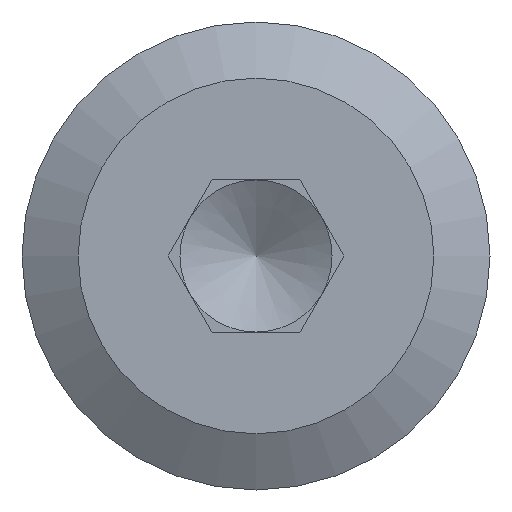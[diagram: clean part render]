
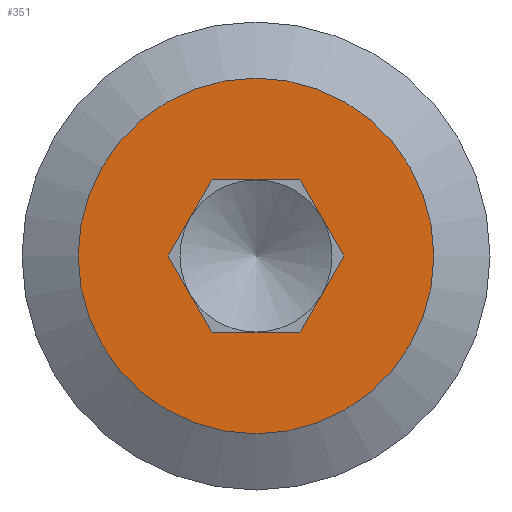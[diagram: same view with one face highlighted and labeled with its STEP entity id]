
A CAD part, left-side view. The second image highlights one B-rep face of the part: STEP entity #351.
In plain terms, the highlighted planar face has unit normal (-1, 0, 0).
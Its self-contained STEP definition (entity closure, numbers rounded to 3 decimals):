
#24=FACE_BOUND('',#112,.T.);
#26=LINE('',#553,#57);
#27=LINE('',#555,#58);
#28=LINE('',#557,#59);
#29=LINE('',#559,#60);
#30=LINE('',#561,#61);
#31=LINE('',#562,#62);
#57=VECTOR('',#436,0.751);
#58=VECTOR('',#437,0.751);
#59=VECTOR('',#438,0.751);
#60=VECTOR('',#439,0.751);
#61=VECTOR('',#440,0.751);
#62=VECTOR('',#441,0.751);
#88=FACE_OUTER_BOUND('',#111,.T.);
#111=EDGE_LOOP('',(#236));
#112=EDGE_LOOP('',(#237,#238,#239,#240,#241,#242));
#136=CIRCLE('',#389,1.52);
#155=VERTEX_POINT('',#549);
#156=VERTEX_POINT('',#551);
#157=VERTEX_POINT('',#552);
#158=VERTEX_POINT('',#554);
#159=VERTEX_POINT('',#556);
#160=VERTEX_POINT('',#558);
#161=VERTEX_POINT('',#560);
#186=EDGE_CURVE('',#155,#155,#136,.T.);
#187=EDGE_CURVE('',#156,#157,#26,.T.);
#188=EDGE_CURVE('',#157,#158,#27,.T.);
#189=EDGE_CURVE('',#158,#159,#28,.T.);
#190=EDGE_CURVE('',#159,#160,#29,.T.);
#191=EDGE_CURVE('',#160,#161,#30,.T.);
#192=EDGE_CURVE('',#161,#156,#31,.T.);
#236=ORIENTED_EDGE('',*,*,#186,.T.);
#237=ORIENTED_EDGE('',*,*,#187,.T.);
#238=ORIENTED_EDGE('',*,*,#188,.T.);
#239=ORIENTED_EDGE('',*,*,#189,.T.);
#240=ORIENTED_EDGE('',*,*,#190,.T.);
#241=ORIENTED_EDGE('',*,*,#191,.T.);
#242=ORIENTED_EDGE('',*,*,#192,.T.);
#336=PLANE('',#388);
#351=ADVANCED_FACE('',(#88,#24),#336,.F.);
#388=AXIS2_PLACEMENT_3D('',#548,#432,#433);
#389=AXIS2_PLACEMENT_3D('',#550,#434,#435);
#432=DIRECTION('center_axis',(1.,0.,0.));
#433=DIRECTION('ref_axis',(0.,0.,-1.));
#434=DIRECTION('center_axis',(-1.,0.,0.));
#435=DIRECTION('ref_axis',(0.,0.,1.));
#436=DIRECTION('',(0.,0.5,-0.866));
#437=DIRECTION('',(0.,1.,0.));
#438=DIRECTION('',(0.,0.5,0.866));
#439=DIRECTION('',(0.,-0.5,0.866));
#440=DIRECTION('',(0.,-1.,0.));
#441=DIRECTION('',(0.,-0.5,-0.866));
#548=CARTESIAN_POINT('Origin',(-0.5,0.,0.));
#549=CARTESIAN_POINT('',(-0.5,0.,1.52));
#550=CARTESIAN_POINT('Origin',(-0.5,0.,0.));
#551=CARTESIAN_POINT('',(-0.5,-0.751,0.));
#552=CARTESIAN_POINT('',(-0.5,-0.375,-0.65));
#553=CARTESIAN_POINT('',(-0.5,-0.751,0.));
#554=CARTESIAN_POINT('',(-0.5,0.375,-0.65));
#555=CARTESIAN_POINT('',(-0.5,-0.375,-0.65));
#556=CARTESIAN_POINT('',(-0.5,0.751,0.));
#557=CARTESIAN_POINT('',(-0.5,0.375,-0.65));
#558=CARTESIAN_POINT('',(-0.5,0.375,0.65));
#559=CARTESIAN_POINT('',(-0.5,0.751,0.));
#560=CARTESIAN_POINT('',(-0.5,-0.375,0.65));
#561=CARTESIAN_POINT('',(-0.5,0.375,0.65));
#562=CARTESIAN_POINT('',(-0.5,-0.375,0.65));
